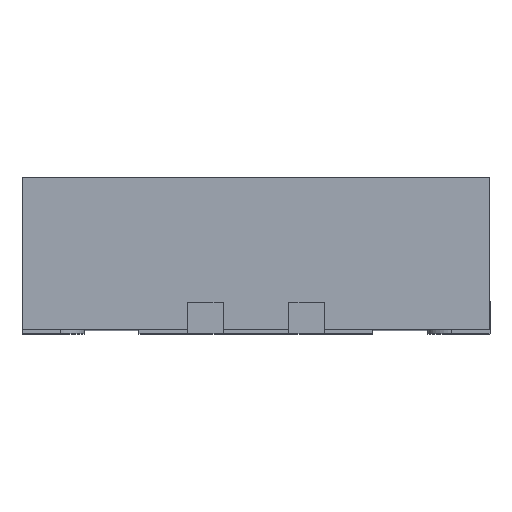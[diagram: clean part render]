
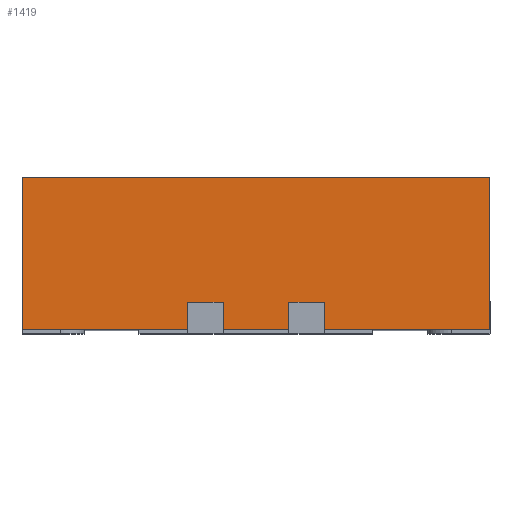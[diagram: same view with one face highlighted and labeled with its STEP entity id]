
A CAD part, top view. The second image highlights one B-rep face of the part: STEP entity #1419.
In plain terms, the highlighted planar face has unit normal (0, 0, 1).
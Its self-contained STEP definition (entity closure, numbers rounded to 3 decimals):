
#17 = EDGE_CURVE ( 'NONE', #246, #3497, #533, .T. ) ;
#31 = ORIENTED_EDGE ( 'NONE', *, *, #4091, .T. ) ;
#39 = LINE ( 'NONE', #3275, #4094 ) ;
#64 = DIRECTION ( 'NONE',  ( 0., -1., 0. ) ) ;
#120 = CARTESIAN_POINT ( 'NONE',  ( -0.21, 0.175, 1.5 ) ) ;
#246 = VERTEX_POINT ( 'NONE', #2783 ) ;
#247 = DIRECTION ( 'NONE',  ( 1., 0., 0. ) ) ;
#264 = LINE ( 'NONE', #551, #1092 ) ;
#357 = VECTOR ( 'NONE', #878, 1000. ) ;
#399 = VERTEX_POINT ( 'NONE', #4073 ) ;
#454 = FACE_OUTER_BOUND ( 'NONE', #3145, .T. ) ;
#533 = LINE ( 'NONE', #3888, #2509 ) ;
#535 = EDGE_CURVE ( 'NONE', #3405, #2647, #2765, .T. ) ;
#551 = CARTESIAN_POINT ( 'NONE',  ( 0.21, 0.175, 1.5 ) ) ;
#553 = CARTESIAN_POINT ( 'NONE',  ( 0.44, 0.175, 1.5 ) ) ;
#681 = EDGE_CURVE ( 'NONE', #246, #3405, #2863, .T. ) ;
#716 = CARTESIAN_POINT ( 'NONE',  ( -0.21, 0.175, 1.5 ) ) ;
#787 = ORIENTED_EDGE ( 'NONE', *, *, #1013, .T. ) ;
#876 = LINE ( 'NONE', #2870, #2296 ) ;
#878 = DIRECTION ( 'NONE',  ( -1., 0., 0. ) ) ;
#923 = CARTESIAN_POINT ( 'NONE',  ( 0.44, 0.175, 1.5 ) ) ;
#974 = DIRECTION ( 'NONE',  ( -1., 0., 0. ) ) ;
#994 = ORIENTED_EDGE ( 'NONE', *, *, #681, .F. ) ;
#1013 = EDGE_CURVE ( 'NONE', #3497, #1361, #876, .T. ) ;
#1022 = ORIENTED_EDGE ( 'NONE', *, *, #3361, .F. ) ;
#1092 = VECTOR ( 'NONE', #3753, 1000. ) ;
#1112 = VECTOR ( 'NONE', #3312, 1000. ) ;
#1235 = CARTESIAN_POINT ( 'NONE',  ( 0.44, 0., 1.5 ) ) ;
#1255 = LINE ( 'NONE', #2588, #3267 ) ;
#1269 = LINE ( 'NONE', #120, #2027 ) ;
#1346 = DIRECTION ( 'NONE',  ( 0., -1., 0. ) ) ;
#1361 = VERTEX_POINT ( 'NONE', #2071 ) ;
#1362 = CARTESIAN_POINT ( 'NONE',  ( 1.5, 0., 1.5 ) ) ;
#1419 = ADVANCED_FACE ( 'NONE', ( #454 ), #3502, .F. ) ;
#1575 = DIRECTION ( 'NONE',  ( 0., 0., -1. ) ) ;
#1585 = VERTEX_POINT ( 'NONE', #923 ) ;
#1636 = CARTESIAN_POINT ( 'NONE',  ( 1.5, 0., 1.5 ) ) ;
#1797 = CARTESIAN_POINT ( 'NONE',  ( 1.5, 0.975, 1.5 ) ) ;
#1820 = LINE ( 'NONE', #1636, #3444 ) ;
#1858 = CARTESIAN_POINT ( 'NONE',  ( -1.5, 0., 1.5 ) ) ;
#1890 = VECTOR ( 'NONE', #3014, 1000. ) ;
#1900 = VECTOR ( 'NONE', #247, 1000. ) ;
#1908 = DIRECTION ( 'NONE',  ( 1., 0., 0. ) ) ;
#1972 = CARTESIAN_POINT ( 'NONE',  ( -0.44, 0.175, 1.5 ) ) ;
#1994 = ORIENTED_EDGE ( 'NONE', *, *, #2209, .T. ) ;
#2027 = VECTOR ( 'NONE', #1346, 1000. ) ;
#2071 = CARTESIAN_POINT ( 'NONE',  ( -0.44, 0., 1.5 ) ) ;
#2209 = EDGE_CURVE ( 'NONE', #399, #2638, #2678, .T. ) ;
#2296 = VECTOR ( 'NONE', #1908, 1000. ) ;
#2331 = ORIENTED_EDGE ( 'NONE', *, *, #4130, .T. ) ;
#2372 = CARTESIAN_POINT ( 'NONE',  ( -0.44, 0.175, 1.5 ) ) ;
#2432 = ORIENTED_EDGE ( 'NONE', *, *, #2680, .F. ) ;
#2509 = VECTOR ( 'NONE', #64, 1000. ) ;
#2524 = CARTESIAN_POINT ( 'NONE',  ( 1.5, 0.975, 1.5 ) ) ;
#2529 = DIRECTION ( 'NONE',  ( 1., 0., 0. ) ) ;
#2588 = CARTESIAN_POINT ( 'NONE',  ( -0.44, 0.175, 1.5 ) ) ;
#2614 = DIRECTION ( 'NONE',  ( 1., 0., 0. ) ) ;
#2630 = AXIS2_PLACEMENT_3D ( 'NONE', #3518, #1575, #2860 ) ;
#2638 = VERTEX_POINT ( 'NONE', #2714 ) ;
#2647 = VERTEX_POINT ( 'NONE', #1362 ) ;
#2678 = LINE ( 'NONE', #3831, #3089 ) ;
#2680 = EDGE_CURVE ( 'NONE', #4006, #1361, #3560, .T. ) ;
#2714 = CARTESIAN_POINT ( 'NONE',  ( 0.21, 0., 1.5 ) ) ;
#2732 = ORIENTED_EDGE ( 'NONE', *, *, #17, .T. ) ;
#2765 = LINE ( 'NONE', #3635, #1112 ) ;
#2772 = CARTESIAN_POINT ( 'NONE',  ( 0.21, 0.175, 1.5 ) ) ;
#2783 = CARTESIAN_POINT ( 'NONE',  ( -1.5, 0.975, 1.5 ) ) ;
#2860 = DIRECTION ( 'NONE',  ( -1., 0., 0. ) ) ;
#2863 = LINE ( 'NONE', #1797, #1900 ) ;
#2870 = CARTESIAN_POINT ( 'NONE',  ( 1.5, 0., 1.5 ) ) ;
#2899 = LINE ( 'NONE', #553, #357 ) ;
#2933 = ORIENTED_EDGE ( 'NONE', *, *, #535, .F. ) ;
#2966 = VERTEX_POINT ( 'NONE', #2772 ) ;
#2980 = EDGE_CURVE ( 'NONE', #2966, #2638, #264, .T. ) ;
#3014 = DIRECTION ( 'NONE',  ( 0., -1., 0. ) ) ;
#3089 = VECTOR ( 'NONE', #2529, 1000. ) ;
#3145 = EDGE_LOOP ( 'NONE', ( #787, #2432, #3867, #31, #1994, #3389, #1022, #2331, #3484, #2933, #994, #2732 ) ) ;
#3196 = VERTEX_POINT ( 'NONE', #716 ) ;
#3267 = VECTOR ( 'NONE', #974, 1000. ) ;
#3275 = CARTESIAN_POINT ( 'NONE',  ( 0.44, 0.175, 1.5 ) ) ;
#3312 = DIRECTION ( 'NONE',  ( 0., -1., 0. ) ) ;
#3361 = EDGE_CURVE ( 'NONE', #1585, #2966, #2899, .T. ) ;
#3389 = ORIENTED_EDGE ( 'NONE', *, *, #2980, .F. ) ;
#3405 = VERTEX_POINT ( 'NONE', #2524 ) ;
#3407 = VERTEX_POINT ( 'NONE', #1235 ) ;
#3444 = VECTOR ( 'NONE', #2614, 1000. ) ;
#3484 = ORIENTED_EDGE ( 'NONE', *, *, #3949, .T. ) ;
#3497 = VERTEX_POINT ( 'NONE', #1858 ) ;
#3502 = PLANE ( 'NONE',  #2630 ) ;
#3518 = CARTESIAN_POINT ( 'NONE',  ( 1.5, 0.975, 1.5 ) ) ;
#3560 = LINE ( 'NONE', #2372, #1890 ) ;
#3635 = CARTESIAN_POINT ( 'NONE',  ( 1.5, 0.975, 1.5 ) ) ;
#3753 = DIRECTION ( 'NONE',  ( 0., -1., 0. ) ) ;
#3831 = CARTESIAN_POINT ( 'NONE',  ( 1.5, 0., 1.5 ) ) ;
#3867 = ORIENTED_EDGE ( 'NONE', *, *, #3963, .F. ) ;
#3888 = CARTESIAN_POINT ( 'NONE',  ( -1.5, 0.975, 1.5 ) ) ;
#3937 = DIRECTION ( 'NONE',  ( 0., -1., 0. ) ) ;
#3949 = EDGE_CURVE ( 'NONE', #3407, #2647, #1820, .T. ) ;
#3963 = EDGE_CURVE ( 'NONE', #3196, #4006, #1255, .T. ) ;
#4006 = VERTEX_POINT ( 'NONE', #1972 ) ;
#4073 = CARTESIAN_POINT ( 'NONE',  ( -0.21, 0., 1.5 ) ) ;
#4091 = EDGE_CURVE ( 'NONE', #3196, #399, #1269, .T. ) ;
#4094 = VECTOR ( 'NONE', #3937, 1000. ) ;
#4130 = EDGE_CURVE ( 'NONE', #1585, #3407, #39, .T. ) ;
